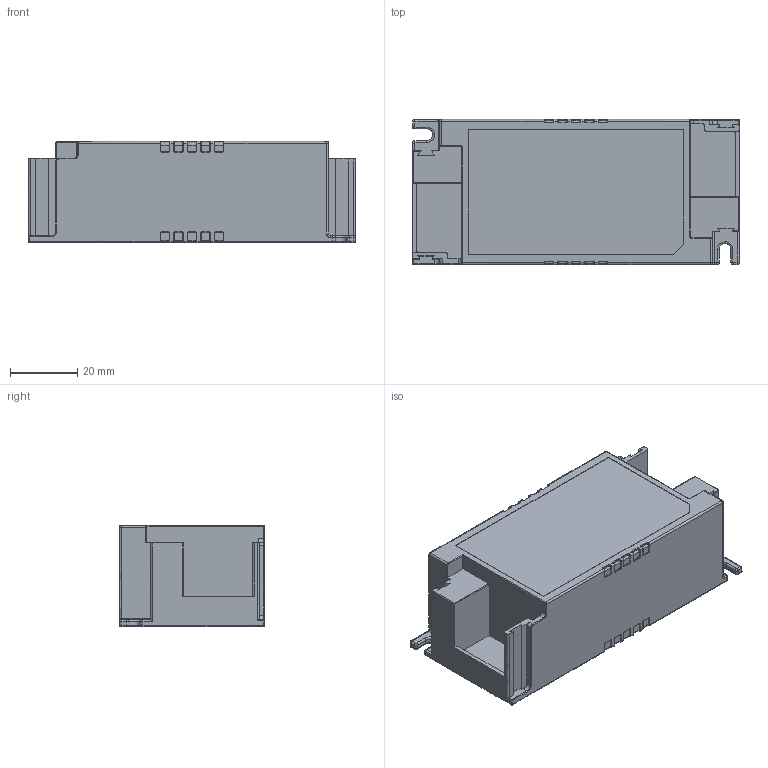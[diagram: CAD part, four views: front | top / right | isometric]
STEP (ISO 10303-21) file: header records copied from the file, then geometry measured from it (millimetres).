
FILE_DESCRIPTION(/* description */ (''),/* implementation_level */ '2;1');
FILE_NAME(/* name */ 'FLS-24~2',/* time_stamp */ '2023-05-13T10:31:39+08:00',/* author */ (''),/* organization */ (''),/* preprocessor_version */ 'ST-DEVELOPER v16.5',/* originating_system */ '',/* authorisation */ '');
FILE_SCHEMA (('AUTOMOTIVE_DESIGN'));
Length unit declared in the file: millimetre
Products named in the file (1): Document
Bounding box: 97 x 43.01 x 30 mm (x, y, z)
Volume: 103367.9 mm3; surface area: 18308 mm2
Topology: 1 solids, 1 shells, 666 faces, 1641 edges, 979 vertices
Faces by surface type: bspline 488, plane 178
Entity records: 38029 total; most frequent: CARTESIAN_POINT 27587, ORIENTED_EDGE 3280, EDGE_CURVE 1640, B_SPLINE_CURVE_WITH_KNOTS 1555, VERTEX_POINT 977, EDGE_LOOP 667, ADVANCED_FACE 666, FACE_OUTER_BOUND 666
